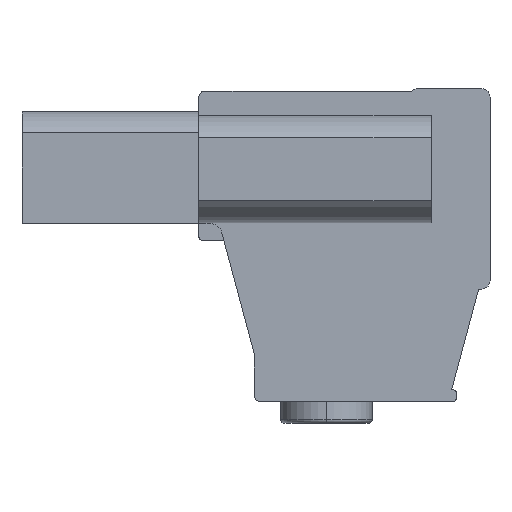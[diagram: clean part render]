
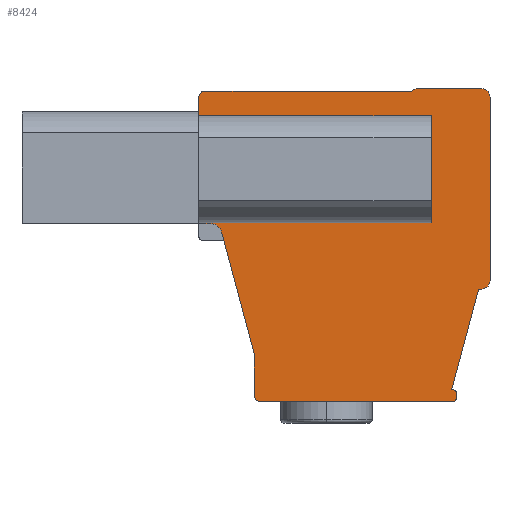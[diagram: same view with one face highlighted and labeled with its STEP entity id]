
A CAD part, front view. The second image highlights one B-rep face of the part: STEP entity #8424.
In plain terms, the highlighted planar face has unit normal (0, -1, 0).
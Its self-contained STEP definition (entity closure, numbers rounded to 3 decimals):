
#481=DIRECTION('',(0.,0.,-1.));
#482=VECTOR('',#481,1.55);
#483=CARTESIAN_POINT('',(0.,-60.8,5.8));
#484=LINE('',#483,#482);
#507=DIRECTION('',(0.,0.,-1.));
#508=VECTOR('',#507,0.05);
#509=CARTESIAN_POINT('',(0.,-60.8,-4.65));
#510=LINE('',#509,#508);
#1355=DIRECTION('',(0.,0.,-1.));
#1356=VECTOR('',#1355,1.);
#1357=CARTESIAN_POINT('',(19.3,-60.8,-3.65));
#1358=LINE('',#1357,#1356);
#1359=DIRECTION('',(-1.,0.,0.));
#1360=VECTOR('',#1359,13.2);
#1361=CARTESIAN_POINT('',(19.3,-60.8,3.25));
#1362=LINE('',#1361,#1360);
#1363=DIRECTION('',(0.,0.,-1.));
#1364=VECTOR('',#1363,1.);
#1365=CARTESIAN_POINT('',(19.3,-60.8,4.25));
#1366=LINE('',#1365,#1364);
#1367=DIRECTION('',(1.,0.,0.));
#1368=VECTOR('',#1367,19.3);
#1369=CARTESIAN_POINT('',(0.,-60.8,4.25));
#1370=LINE('',#1369,#1368);
#1371=CARTESIAN_POINT('',(0.5,-60.8,5.8));
#1372=DIRECTION('',(0.,1.,0.));
#1373=DIRECTION('',(-1.,0.,0.));
#1374=AXIS2_PLACEMENT_3D('',#1371,#1372,#1373);
#1376=DIRECTION('',(1.,0.,0.));
#1377=VECTOR('',#1376,17.204);
#1378=CARTESIAN_POINT('',(0.5,-60.8,6.3));
#1379=LINE('',#1378,#1377);
#1380=DIRECTION('',(0.866,0.,0.5));
#1381=VECTOR('',#1380,0.4);
#1382=CARTESIAN_POINT('',(17.704,-60.8,6.3));
#1383=LINE('',#1382,#1381);
#1384=DIRECTION('',(1.,0.,0.));
#1385=VECTOR('',#1384,5.45);
#1386=CARTESIAN_POINT('',(18.05,-60.8,6.5));
#1387=LINE('',#1386,#1385);
#1388=CARTESIAN_POINT('',(23.5,-60.8,5.8));
#1389=DIRECTION('',(0.,1.,0.));
#1390=DIRECTION('',(0.,0.,1.));
#1391=AXIS2_PLACEMENT_3D('',#1388,#1389,#1390);
#1393=CARTESIAN_POINT('',(23.5,-60.8,-9.45));
#1394=DIRECTION('',(0.,1.,0.));
#1395=DIRECTION('',(1.,0.,0.));
#1396=AXIS2_PLACEMENT_3D('',#1393,#1394,#1395);
#1398=DIRECTION('',(-1.,0.,0.));
#1399=VECTOR('',#1398,0.25);
#1400=CARTESIAN_POINT('',(23.5,-60.8,-10.15));
#1401=LINE('',#1400,#1399);
#1402=DIRECTION('',(-0.259,0.,-0.966));
#1403=VECTOR('',#1402,8.645);
#1404=CARTESIAN_POINT('',(23.25,-60.8,-10.15));
#1405=LINE('',#1404,#1403);
#1406=DIRECTION('',(1.,0.,0.));
#1407=VECTOR('',#1406,0.087);
#1408=CARTESIAN_POINT('',(21.013,-60.8,-18.5));
#1409=LINE('',#1408,#1407);
#1410=CARTESIAN_POINT('',(21.1,-60.8,-18.8));
#1411=DIRECTION('',(0.,1.,0.));
#1412=DIRECTION('',(0.,0.,1.));
#1413=AXIS2_PLACEMENT_3D('',#1410,#1411,#1412);
#1415=DIRECTION('',(0.,0.,-1.));
#1416=VECTOR('',#1415,0.4);
#1417=CARTESIAN_POINT('',(21.4,-60.8,-18.8));
#1418=LINE('',#1417,#1416);
#1419=CARTESIAN_POINT('',(21.1,-60.8,-19.2));
#1420=DIRECTION('',(0.,1.,0.));
#1421=DIRECTION('',(1.,0.,0.));
#1422=AXIS2_PLACEMENT_3D('',#1419,#1420,#1421);
#1424=DIRECTION('',(-1.,0.,0.));
#1425=VECTOR('',#1424,16.);
#1426=CARTESIAN_POINT('',(21.1,-60.8,-19.5));
#1427=LINE('',#1426,#1425);
#1428=CARTESIAN_POINT('',(5.1,-60.8,-19.));
#1429=DIRECTION('',(0.,1.,0.));
#1430=DIRECTION('',(0.,0.,-1.));
#1431=AXIS2_PLACEMENT_3D('',#1428,#1429,#1430);
#1433=DIRECTION('',(0.,0.,1.));
#1434=VECTOR('',#1433,3.478);
#1435=CARTESIAN_POINT('',(4.6,-60.8,-19.));
#1436=LINE('',#1435,#1434);
#1437=DIRECTION('',(-0.259,0.,0.966));
#1438=VECTOR('',#1437,10.436);
#1439=CARTESIAN_POINT('',(4.6,-60.8,-15.522));
#1440=LINE('',#1439,#1438);
#1441=CARTESIAN_POINT('',(0.933,-60.8,-5.7));
#1442=DIRECTION('',(0.,-1.,0.));
#1443=DIRECTION('',(0.966,0.,0.259));
#1444=AXIS2_PLACEMENT_3D('',#1441,#1442,#1443);
#1446=DIRECTION('',(-1.,0.,0.));
#1447=VECTOR('',#1446,0.933);
#1448=CARTESIAN_POINT('',(0.933,-60.8,-4.7));
#1449=LINE('',#1448,#1447);
#1450=DIRECTION('',(1.,0.,0.));
#1451=VECTOR('',#1450,19.3);
#1452=CARTESIAN_POINT('',(0.,-60.8,-4.65));
#1453=LINE('',#1452,#1451);
#1693=DIRECTION('',(-1.,0.,0.));
#1694=VECTOR('',#1693,13.2);
#1695=CARTESIAN_POINT('',(19.3,-60.8,-3.65));
#1696=LINE('',#1695,#1694);
#1718=DIRECTION('',(0.,0.,-1.));
#1719=VECTOR('',#1718,6.9);
#1720=CARTESIAN_POINT('',(6.1,-60.8,3.25));
#1721=LINE('',#1720,#1719);
#1758=DIRECTION('',(0.,0.,1.));
#1759=VECTOR('',#1758,15.25);
#1760=CARTESIAN_POINT('',(24.2,-60.8,-9.45));
#1761=LINE('',#1760,#1759);
#5550=CARTESIAN_POINT('',(24.2,-60.8,-9.45));
#5551=CARTESIAN_POINT('',(23.5,-60.8,-10.15));
#5552=VERTEX_POINT('',#5550);
#5553=VERTEX_POINT('',#5551);
#5554=CARTESIAN_POINT('',(23.25,-60.8,-10.15));
#5555=VERTEX_POINT('',#5554);
#5556=CARTESIAN_POINT('',(21.013,-60.8,-18.5));
#5557=VERTEX_POINT('',#5556);
#5558=CARTESIAN_POINT('',(21.1,-60.8,-18.5));
#5559=VERTEX_POINT('',#5558);
#5560=CARTESIAN_POINT('',(21.4,-60.8,-18.8));
#5561=VERTEX_POINT('',#5560);
#5562=CARTESIAN_POINT('',(21.4,-60.8,-19.2));
#5563=VERTEX_POINT('',#5562);
#5564=CARTESIAN_POINT('',(21.1,-60.8,-19.5));
#5565=VERTEX_POINT('',#5564);
#5566=CARTESIAN_POINT('',(5.1,-60.8,-19.5));
#5567=VERTEX_POINT('',#5566);
#5568=CARTESIAN_POINT('',(4.6,-60.8,-19.));
#5569=VERTEX_POINT('',#5568);
#5570=CARTESIAN_POINT('',(4.6,-60.8,-15.522));
#5571=VERTEX_POINT('',#5570);
#5572=CARTESIAN_POINT('',(1.899,-60.8,-5.441));
#5573=VERTEX_POINT('',#5572);
#5574=CARTESIAN_POINT('',(0.933,-60.8,-4.7));
#5575=VERTEX_POINT('',#5574);
#5576=CARTESIAN_POINT('',(0.,-60.8,5.8));
#5577=CARTESIAN_POINT('',(0.5,-60.8,6.3));
#5578=VERTEX_POINT('',#5576);
#5579=VERTEX_POINT('',#5577);
#5580=CARTESIAN_POINT('',(17.704,-60.8,6.3));
#5581=VERTEX_POINT('',#5580);
#5582=CARTESIAN_POINT('',(18.05,-60.8,6.5));
#5583=VERTEX_POINT('',#5582);
#5584=CARTESIAN_POINT('',(23.5,-60.8,6.5));
#5585=VERTEX_POINT('',#5584);
#5586=CARTESIAN_POINT('',(24.2,-60.8,5.8));
#5587=VERTEX_POINT('',#5586);
#5630=CARTESIAN_POINT('',(0.,-60.8,-4.7));
#5631=VERTEX_POINT('',#5630);
#6954=CARTESIAN_POINT('',(19.3,-60.8,-4.65));
#6955=VERTEX_POINT('',#6954);
#6956=CARTESIAN_POINT('',(19.3,-60.8,4.25));
#6957=VERTEX_POINT('',#6956);
#6958=CARTESIAN_POINT('',(0.,-60.8,-4.65));
#6959=VERTEX_POINT('',#6958);
#6960=CARTESIAN_POINT('',(0.,-60.8,4.25));
#6961=VERTEX_POINT('',#6960);
#6970=CARTESIAN_POINT('',(6.1,-60.8,-3.65));
#6972=VERTEX_POINT('',#6970);
#6976=CARTESIAN_POINT('',(6.1,-60.8,3.25));
#6977=VERTEX_POINT('',#6976);
#6978=CARTESIAN_POINT('',(19.3,-60.8,-3.65));
#6979=VERTEX_POINT('',#6978);
#6984=CARTESIAN_POINT('',(19.3,-60.8,3.25));
#6985=VERTEX_POINT('',#6984);
#8366=CARTESIAN_POINT('',(0.,-60.8,0.));
#8367=DIRECTION('',(0.,1.,0.));
#8368=DIRECTION('',(1.,0.,0.));
#8369=AXIS2_PLACEMENT_3D('',#8366,#8367,#8368);
#8370=PLANE('',#8369);
#8372=ORIENTED_EDGE('',*,*,#8371,.F.);
#8374=ORIENTED_EDGE('',*,*,#8373,.T.);
#8376=ORIENTED_EDGE('',*,*,#8375,.F.);
#8378=ORIENTED_EDGE('',*,*,#8377,.F.);
#8380=ORIENTED_EDGE('',*,*,#8379,.F.);
#8382=ORIENTED_EDGE('',*,*,#8381,.F.);
#8383=ORIENTED_EDGE('',*,*,#7616,.F.);
#8385=ORIENTED_EDGE('',*,*,#8384,.T.);
#8387=ORIENTED_EDGE('',*,*,#8386,.T.);
#8389=ORIENTED_EDGE('',*,*,#8388,.T.);
#8391=ORIENTED_EDGE('',*,*,#8390,.T.);
#8393=ORIENTED_EDGE('',*,*,#8392,.T.);
#8395=ORIENTED_EDGE('',*,*,#8394,.F.);
#8397=ORIENTED_EDGE('',*,*,#8396,.T.);
#8399=ORIENTED_EDGE('',*,*,#8398,.T.);
#8401=ORIENTED_EDGE('',*,*,#8400,.T.);
#8403=ORIENTED_EDGE('',*,*,#8402,.T.);
#8405=ORIENTED_EDGE('',*,*,#8404,.T.);
#8407=ORIENTED_EDGE('',*,*,#8406,.T.);
#8409=ORIENTED_EDGE('',*,*,#8408,.T.);
#8411=ORIENTED_EDGE('',*,*,#8410,.T.);
#8413=ORIENTED_EDGE('',*,*,#8412,.T.);
#8415=ORIENTED_EDGE('',*,*,#8414,.T.);
#8416=ORIENTED_EDGE('',*,*,#8272,.T.);
#8417=ORIENTED_EDGE('',*,*,#8336,.T.);
#8418=ORIENTED_EDGE('',*,*,#8098,.T.);
#8419=ORIENTED_EDGE('',*,*,#7628,.F.);
#8421=ORIENTED_EDGE('',*,*,#8420,.T.);
#8422=EDGE_LOOP('',(#8372,#8374,#8376,#8378,#8380,#8382,#8383,#8385,#8387,#8389,
#8391,#8393,#8395,#8397,#8399,#8401,#8403,#8405,#8407,#8409,#8411,#8413,#8415,
#8416,#8417,#8418,#8419,#8421));
#8423=FACE_OUTER_BOUND('',#8422,.F.);
#1375=CIRCLE('',#1374,0.5);
#1392=CIRCLE('',#1391,0.7);
#1397=CIRCLE('',#1396,0.7);
#1414=CIRCLE('',#1413,0.3);
#1423=CIRCLE('',#1422,0.3);
#1432=CIRCLE('',#1431,0.5);
#1445=CIRCLE('',#1444,1.);
#7616=EDGE_CURVE('',#5578,#6961,#484,.T.);
#7628=EDGE_CURVE('',#6959,#5631,#510,.T.);
#8098=EDGE_CURVE('',#5575,#5631,#1449,.T.);
#8272=EDGE_CURVE('',#5571,#5573,#1440,.T.);
#8336=EDGE_CURVE('',#5573,#5575,#1445,.T.);
#8371=EDGE_CURVE('',#6979,#6955,#1358,.T.);
#8373=EDGE_CURVE('',#6979,#6972,#1696,.T.);
#8375=EDGE_CURVE('',#6977,#6972,#1721,.T.);
#8377=EDGE_CURVE('',#6985,#6977,#1362,.T.);
#8379=EDGE_CURVE('',#6957,#6985,#1366,.T.);
#8381=EDGE_CURVE('',#6961,#6957,#1370,.T.);
#8384=EDGE_CURVE('',#5578,#5579,#1375,.T.);
#8386=EDGE_CURVE('',#5579,#5581,#1379,.T.);
#8388=EDGE_CURVE('',#5581,#5583,#1383,.T.);
#8390=EDGE_CURVE('',#5583,#5585,#1387,.T.);
#8392=EDGE_CURVE('',#5585,#5587,#1392,.T.);
#8394=EDGE_CURVE('',#5552,#5587,#1761,.T.);
#8396=EDGE_CURVE('',#5552,#5553,#1397,.T.);
#8398=EDGE_CURVE('',#5553,#5555,#1401,.T.);
#8400=EDGE_CURVE('',#5555,#5557,#1405,.T.);
#8402=EDGE_CURVE('',#5557,#5559,#1409,.T.);
#8404=EDGE_CURVE('',#5559,#5561,#1414,.T.);
#8406=EDGE_CURVE('',#5561,#5563,#1418,.T.);
#8408=EDGE_CURVE('',#5563,#5565,#1423,.T.);
#8410=EDGE_CURVE('',#5565,#5567,#1427,.T.);
#8412=EDGE_CURVE('',#5567,#5569,#1432,.T.);
#8414=EDGE_CURVE('',#5569,#5571,#1436,.T.);
#8420=EDGE_CURVE('',#6959,#6955,#1453,.T.);
#8424=ADVANCED_FACE('',(#8423),#8370,.F.);
